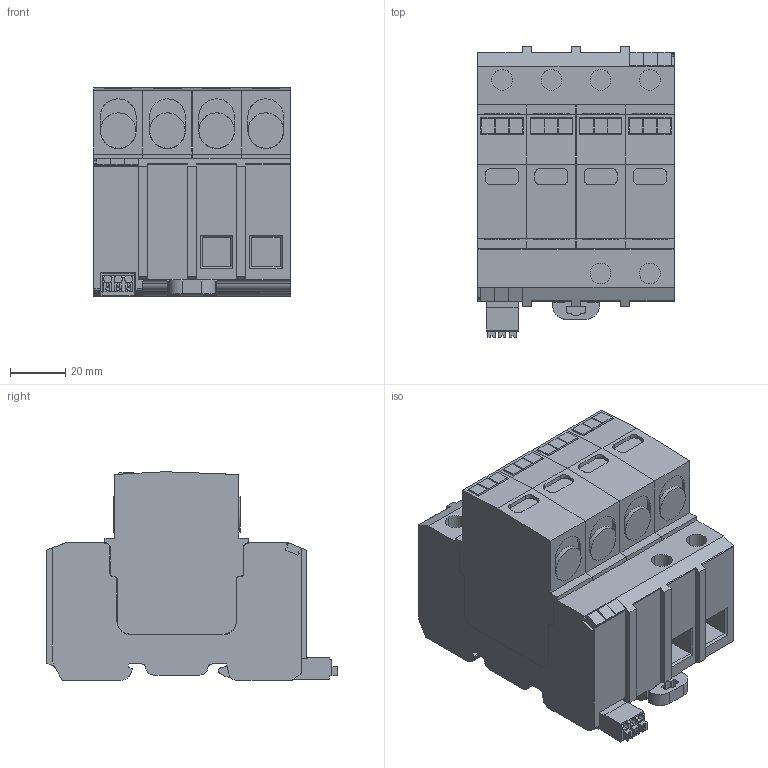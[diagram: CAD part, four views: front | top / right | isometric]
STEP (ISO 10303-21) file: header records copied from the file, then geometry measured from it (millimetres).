
FILE_DESCRIPTION(('CATIA V5 STEP Exchange','CAx-IF Rec.Pracs.--- Model Styling and Organization---1.4--- 2014-01-23'),'2;1');
FILE_NAME ('6874272_9_1352240000_S3D_VPU_I_II_3-1_R_XXX.stp','2018-12-17T11:49:23+00:00',('none'),('Weidmueller'),'CATIA Version 5-6 Release 2016 SP3 HF44','CATIA V5 STEP AP214','none');
FILE_SCHEMA(('AUTOMOTIVE_DESIGN { 1 0 10303 214 1 1 1 1 }'));
Length unit declared in the file: millimetre
Products named in the file (1): S3D_VPU_I_II_3-1_R_XXX
Bounding box: 71.2 x 105 x 75.45 mm (x, y, z)
Volume: 366965.8 mm3; surface area: 90985.1 mm2
Topology: 28 solids, 28 shells, 1224 faces, 3351 edges, 2227 vertices
Faces by surface type: plane 873, cylinder 313, extrusion 32, cone 6
Entity records: 41055 total; most frequent: CARTESIAN_POINT 9408, ORIENTED_EDGE 6702, DIRECTION 5405, EDGE_CURVE 3351, VECTOR 2633, LINE 2601, VERTEX_POINT 2227, AXIS2_PLACEMENT_3D 1654
